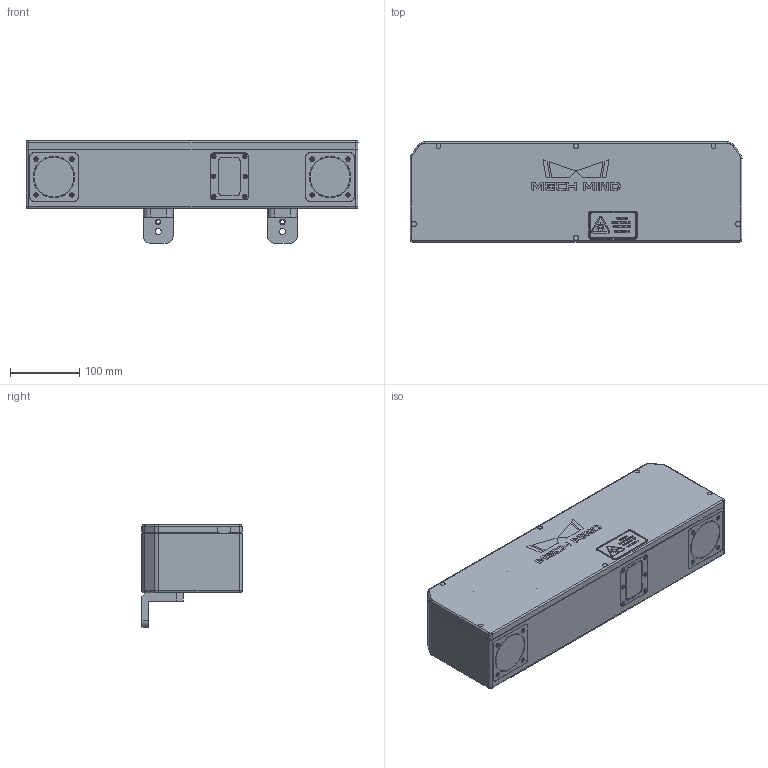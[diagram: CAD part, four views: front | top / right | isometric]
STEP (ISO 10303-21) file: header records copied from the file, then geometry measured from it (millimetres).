
FILE_DESCRIPTION (( 'STEP AP203' ), '1' );
FILE_NAME ('3D model- Mech-Eye Deep.STEP', '2021-09-27T03:03:26', ( '' ), ( '' ), 'SwSTEP 2.0', 'SolidWorks 2017', '' );
FILE_SCHEMA (( 'CONFIG_CONTROL_DESIGN' ));
Products named in the file (1): 3D model- Mech-Eye Deep
Bounding box: 481 x 145 x 148.63 mm (x, y, z)
Volume: 6276116.5 mm3; surface area: 490965.1 mm2
Topology: 65 solids, 65 shells, 3872 faces, 10097 edges, 6700 vertices
Faces by surface type: plane 2263, bspline 972, cylinder 497, cone 129, torus 11
Full cylindrical faces by diameter (mm): 0.6 x8, 0.75 x8, 0.9 x12, 0.95 x4, 1 x24, 1.2 x20, 1.3 x8, 1.35 x8, 1.5 x12, 1.65 x4, 2.5 x24, 3 x4, 3.1 x4, 3.4 x14, 3.6 x6, 4.2 x8, 5 x1, 5.5 x8, 6 x9, 6.5 x4, 7 x6, 7.1 x6, 7.9 x4, 9 x2, 10 x8, 12 x2, 12.4 x2, 13.38 x2, 21 x2, 58 x2
Entity records: 174213 total; most frequent: CARTESIAN_POINT 87183, ORIENTED_EDGE 19238, DIRECTION 14491, EDGE_CURVE 9619, VERTEX_POINT 6573, LINE 6355, VECTOR 6355, EDGE_LOOP 4716
